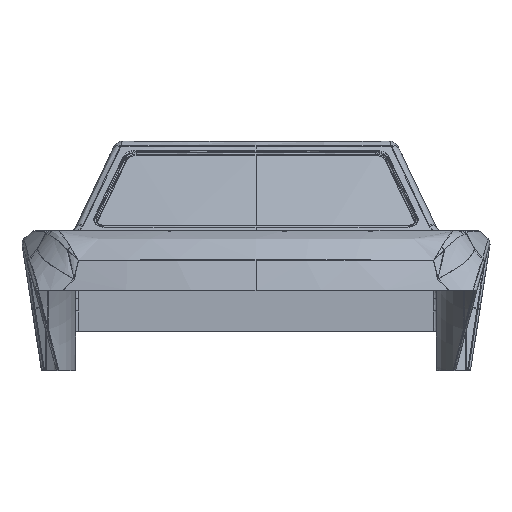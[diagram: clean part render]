
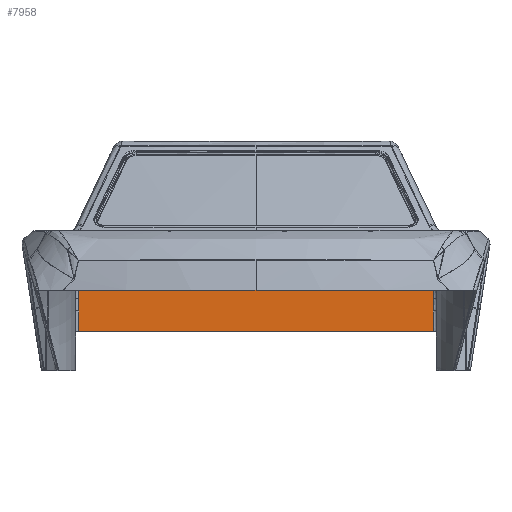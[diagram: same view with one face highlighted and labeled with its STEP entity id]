
A CAD part, top view. The second image highlights one B-rep face of the part: STEP entity #7958.
In plain terms, the highlighted planar face has unit normal (0, 0, 1).
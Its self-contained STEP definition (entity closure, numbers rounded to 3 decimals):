
#82=(
BOUNDED_CURVE()
B_SPLINE_CURVE(3,(#25307,#25308,#25309,#25310),.UNSPECIFIED.,.F.,.F.)
B_SPLINE_CURVE_WITH_KNOTS((4,4),(0.,0.008),
 .UNSPECIFIED.)
CURVE()
GEOMETRIC_REPRESENTATION_ITEM()
RATIONAL_B_SPLINE_CURVE((1.,1.,1.,1.))
REPRESENTATION_ITEM('')
);
#161=PLANE('',#8667);
#761=B_SPLINE_CURVE_WITH_KNOTS('',3,(#25312,#25313,#25314,#25315),
 .UNSPECIFIED.,.F.,.F.,(4,4),(0.,0.011),.UNSPECIFIED.);
#762=B_SPLINE_CURVE_WITH_KNOTS('',3,(#25327,#25328,#25329,#25330),
 .UNSPECIFIED.,.F.,.F.,(4,4),(0.,0.011),.UNSPECIFIED.);
#763=B_SPLINE_CURVE_WITH_KNOTS('',3,(#25332,#25333,#25334,#25335),
 .UNSPECIFIED.,.F.,.F.,(4,4),(0.,0.008),.UNSPECIFIED.);
#764=B_SPLINE_CURVE_WITH_KNOTS('',3,(#25336,#25337,#25338,#25339),
 .UNSPECIFIED.,.F.,.F.,(4,4),(0.,0.013),.UNSPECIFIED.);
#765=B_SPLINE_CURVE_WITH_KNOTS('',3,(#25340,#25341,#25342,#25343),
 .UNSPECIFIED.,.F.,.F.,(4,4),(0.,0.013),.UNSPECIFIED.);
#1224=FACE_OUTER_BOUND('',#1759,.T.);
#1759=EDGE_LOOP('',(#6496,#6497,#6498,#6499,#6500,#6501,#6502,#6503,#6504,
#6505,#6506,#6507));
#2168=LINE('',#16361,#2466);
#2227=LINE('',#25317,#2525);
#2228=LINE('',#25321,#2526);
#2229=LINE('',#25325,#2527);
#2466=VECTOR('',#9449,1000.);
#2525=VECTOR('',#10154,1000.);
#2526=VECTOR('',#10157,1000.);
#2527=VECTOR('',#10160,1000.);
#2848=CIRCLE('',#8668,3.175);
#2849=CIRCLE('',#8669,3.175);
#3416=VERTEX_POINT('',#16349);
#3417=VERTEX_POINT('',#16360);
#3592=VERTEX_POINT('',#25305);
#3593=VERTEX_POINT('',#25306);
#3594=VERTEX_POINT('',#25311);
#3595=VERTEX_POINT('',#25316);
#3596=VERTEX_POINT('',#25318);
#3597=VERTEX_POINT('',#25320);
#3598=VERTEX_POINT('',#25322);
#3599=VERTEX_POINT('',#25324);
#3600=VERTEX_POINT('',#25326);
#3601=VERTEX_POINT('',#25331);
#4203=EDGE_CURVE('',#3417,#3416,#2168,.T.);
#4611=EDGE_CURVE('',#3592,#3593,#82,.T.);
#4612=EDGE_CURVE('',#3594,#3592,#761,.T.);
#4613=EDGE_CURVE('',#3595,#3594,#2227,.T.);
#4614=EDGE_CURVE('',#3596,#3595,#2848,.T.);
#4615=EDGE_CURVE('',#3597,#3596,#2228,.T.);
#4616=EDGE_CURVE('',#3598,#3597,#2849,.T.);
#4617=EDGE_CURVE('',#3599,#3598,#2229,.T.);
#4618=EDGE_CURVE('',#3600,#3599,#762,.T.);
#4619=EDGE_CURVE('',#3601,#3600,#763,.T.);
#4620=EDGE_CURVE('',#3417,#3601,#764,.T.);
#4621=EDGE_CURVE('',#3593,#3416,#765,.T.);
#6496=ORIENTED_EDGE('',*,*,#4611,.F.);
#6497=ORIENTED_EDGE('',*,*,#4612,.F.);
#6498=ORIENTED_EDGE('',*,*,#4613,.F.);
#6499=ORIENTED_EDGE('',*,*,#4614,.F.);
#6500=ORIENTED_EDGE('',*,*,#4615,.F.);
#6501=ORIENTED_EDGE('',*,*,#4616,.F.);
#6502=ORIENTED_EDGE('',*,*,#4617,.F.);
#6503=ORIENTED_EDGE('',*,*,#4618,.F.);
#6504=ORIENTED_EDGE('',*,*,#4619,.F.);
#6505=ORIENTED_EDGE('',*,*,#4620,.F.);
#6506=ORIENTED_EDGE('',*,*,#4203,.T.);
#6507=ORIENTED_EDGE('',*,*,#4621,.F.);
#7958=ADVANCED_FACE('',(#1224),#161,.T.);
#8667=AXIS2_PLACEMENT_3D('',#25304,#10152,#10153);
#8668=AXIS2_PLACEMENT_3D('',#25319,#10155,#10156);
#8669=AXIS2_PLACEMENT_3D('',#25323,#10158,#10159);
#9449=DIRECTION('',(1.,0.,0.));
#10152=DIRECTION('center_axis',(0.,0.,1.));
#10153=DIRECTION('ref_axis',(1.,0.,0.));
#10154=DIRECTION('',(0.,-1.,0.));
#10155=DIRECTION('center_axis',(0.,0.,-1.));
#10156=DIRECTION('ref_axis',(1.,0.,0.));
#10157=DIRECTION('',(1.,0.,0.));
#10158=DIRECTION('center_axis',(0.,0.,-1.));
#10159=DIRECTION('ref_axis',(1.,0.,0.));
#10160=DIRECTION('',(0.,1.,0.));
#16349=CARTESIAN_POINT('',(113.047,25.221,-272.034));
#16360=CARTESIAN_POINT('',(-113.047,25.221,-272.034));
#16361=CARTESIAN_POINT('',(-149.225,25.221,-272.034));
#25304=CARTESIAN_POINT('Origin',(-115.888,88.9,-272.034));
#25305=CARTESIAN_POINT('',(112.812,46.202,-272.034));
#25306=CARTESIAN_POINT('',(112.909,38.494,-272.034));
#25307=CARTESIAN_POINT('Ctrl Pts',(112.812,46.202,-272.034));
#25308=CARTESIAN_POINT('Ctrl Pts',(112.85,43.633,-272.034));
#25309=CARTESIAN_POINT('Ctrl Pts',(112.882,41.063,-272.034));
#25310=CARTESIAN_POINT('Ctrl Pts',(112.909,38.494,-272.034));
#25311=CARTESIAN_POINT('',(112.713,57.525,-272.034));
#25312=CARTESIAN_POINT('Ctrl Pts',(112.713,57.525,-272.034));
#25313=CARTESIAN_POINT('Ctrl Pts',(112.713,53.75,-272.034));
#25314=CARTESIAN_POINT('Ctrl Pts',(112.756,49.976,-272.034));
#25315=CARTESIAN_POINT('Ctrl Pts',(112.812,46.202,-272.034));
#25316=CARTESIAN_POINT('',(112.713,82.55,-272.034));
#25317=CARTESIAN_POINT('',(112.713,88.9,-272.034));
#25318=CARTESIAN_POINT('',(109.538,85.725,-272.034));
#25319=CARTESIAN_POINT('Origin',(109.538,82.55,-272.034));
#25320=CARTESIAN_POINT('',(-109.538,85.725,-272.034));
#25321=CARTESIAN_POINT('',(-115.888,85.725,-272.034));
#25322=CARTESIAN_POINT('',(-112.713,82.55,-272.034));
#25323=CARTESIAN_POINT('Origin',(-109.538,82.55,-272.034));
#25324=CARTESIAN_POINT('',(-112.713,57.525,-272.034));
#25325=CARTESIAN_POINT('',(-112.713,88.9,-272.034));
#25326=CARTESIAN_POINT('',(-112.812,46.202,-272.034));
#25327=CARTESIAN_POINT('Ctrl Pts',(-112.812,46.202,-272.034));
#25328=CARTESIAN_POINT('Ctrl Pts',(-112.756,49.976,-272.034));
#25329=CARTESIAN_POINT('Ctrl Pts',(-112.713,53.75,-272.034));
#25330=CARTESIAN_POINT('Ctrl Pts',(-112.713,57.525,-272.034));
#25331=CARTESIAN_POINT('',(-112.909,38.494,-272.034));
#25332=CARTESIAN_POINT('Ctrl Pts',(-112.909,38.494,-272.034));
#25333=CARTESIAN_POINT('Ctrl Pts',(-112.882,41.063,-272.034));
#25334=CARTESIAN_POINT('Ctrl Pts',(-112.85,43.633,-272.034));
#25335=CARTESIAN_POINT('Ctrl Pts',(-112.812,46.202,-272.034));
#25336=CARTESIAN_POINT('Ctrl Pts',(-113.047,25.221,-272.034));
#25337=CARTESIAN_POINT('Ctrl Pts',(-113.,29.645,-272.034));
#25338=CARTESIAN_POINT('Ctrl Pts',(-112.954,34.069,-272.034));
#25339=CARTESIAN_POINT('Ctrl Pts',(-112.909,38.494,-272.034));
#25340=CARTESIAN_POINT('Ctrl Pts',(112.909,38.494,-272.034));
#25341=CARTESIAN_POINT('Ctrl Pts',(112.954,34.069,-272.034));
#25342=CARTESIAN_POINT('Ctrl Pts',(113.,29.645,-272.034));
#25343=CARTESIAN_POINT('Ctrl Pts',(113.047,25.221,-272.034));
